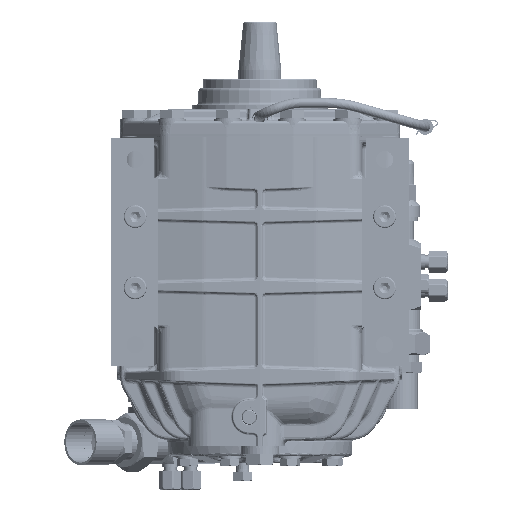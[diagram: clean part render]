
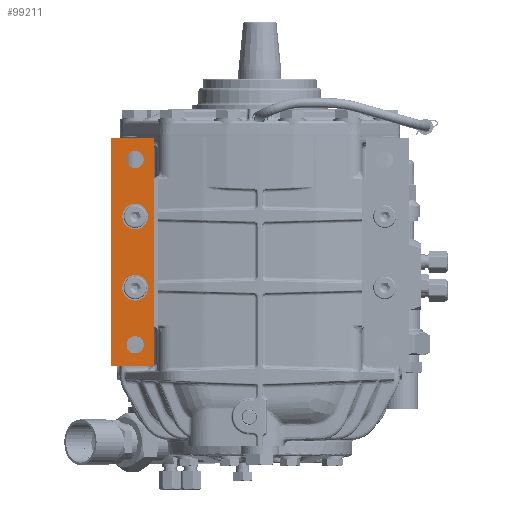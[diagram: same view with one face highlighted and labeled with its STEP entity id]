
A CAD part, front view. The second image highlights one B-rep face of the part: STEP entity #99211.
In plain terms, the highlighted planar face has unit normal (0, -1, 0).
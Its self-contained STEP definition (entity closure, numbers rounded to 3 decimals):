
#226 = DIRECTION ( 'NONE',  ( 1., 0., 0. ) ) ;
#1216 = VERTEX_POINT ( 'NONE', #72046 ) ;
#1546 = DIRECTION ( 'NONE',  ( 1., 0., 0. ) ) ;
#2386 = VECTOR ( 'NONE', #382549, 1000. ) ;
#5438 = ORIENTED_EDGE ( 'NONE', *, *, #80388, .F. ) ;
#13591 = VERTEX_POINT ( 'NONE', #171713 ) ;
#15993 = DIRECTION ( 'NONE',  ( 0., -1., 0. ) ) ;
#20907 = DIRECTION ( 'NONE',  ( 0., -1., 0. ) ) ;
#24053 = EDGE_CURVE ( 'NONE', #13591, #13591, #43939, .T. ) ;
#24373 = DIRECTION ( 'NONE',  ( -1., 0., 0. ) ) ;
#27566 = VERTEX_POINT ( 'NONE', #88453 ) ;
#32327 = CARTESIAN_POINT ( 'NONE',  ( -74.5, -135., -65.7 ) ) ;
#34225 = VECTOR ( 'NONE', #399628, 1000. ) ;
#43939 = CIRCLE ( 'NONE', #335917, 9. ) ;
#52403 = EDGE_CURVE ( 'NONE', #110022, #131452, #74079, .T. ) ;
#52782 = EDGE_CURVE ( 'NONE', #27566, #27566, #287503, .T. ) ;
#60045 = CARTESIAN_POINT ( 'NONE',  ( -104.5, -135., 94.3 ) ) ;
#63725 = CARTESIAN_POINT ( 'NONE',  ( -74.5, -135., -65.7 ) ) ;
#70386 = FACE_BOUND ( 'NONE', #304708, .T. ) ;
#70940 = DIRECTION ( 'NONE',  ( 1., 0., 0. ) ) ;
#72046 = CARTESIAN_POINT ( 'NONE',  ( -81.5, -135., 79.3 ) ) ;
#74079 = LINE ( 'NONE', #388547, #2386 ) ;
#75192 = CIRCLE ( 'NONE', #127113, 6. ) ;
#80388 = EDGE_CURVE ( 'NONE', #1216, #1216, #75192, .T. ) ;
#83955 = DIRECTION ( 'NONE',  ( 0., -1., 0. ) ) ;
#86145 = VECTOR ( 'NONE', #88807, 1000. ) ;
#87750 = DIRECTION ( 'NONE',  ( 1., 0., 0. ) ) ;
#88453 = CARTESIAN_POINT ( 'NONE',  ( -81.5, -135., -50.7 ) ) ;
#88807 = DIRECTION ( 'NONE',  ( 0., 0., 1. ) ) ;
#97270 = EDGE_CURVE ( 'NONE', #340176, #169899, #279293, .T. ) ;
#99211 = ADVANCED_FACE ( 'NONE', ( #119246, #186018, #70386, #309772, #252815 ), #100743, .T. ) ;
#100743 = PLANE ( 'NONE',  #144760 ) ;
#110022 = VERTEX_POINT ( 'NONE', #322909 ) ;
#118735 = ORIENTED_EDGE ( 'NONE', *, *, #377219, .F. ) ;
#119246 = FACE_BOUND ( 'NONE', #364739, .T. ) ;
#124521 = VERTEX_POINT ( 'NONE', #219691 ) ;
#127113 = AXIS2_PLACEMENT_3D ( 'NONE', #363820, #20907, #87750 ) ;
#131452 = VERTEX_POINT ( 'NONE', #60045 ) ;
#132887 = ORIENTED_EDGE ( 'NONE', *, *, #359802, .F. ) ;
#144760 = AXIS2_PLACEMENT_3D ( 'NONE', #248809, #192026, #1546 ) ;
#159647 = VECTOR ( 'NONE', #24373, 1000. ) ;
#169899 = VERTEX_POINT ( 'NONE', #181294 ) ;
#171713 = CARTESIAN_POINT ( 'NONE',  ( -78.5, -135., -10.7 ) ) ;
#181079 = EDGE_LOOP ( 'NONE', ( #331624 ) ) ;
#181294 = CARTESIAN_POINT ( 'NONE',  ( -74.5, -135., 94.3 ) ) ;
#181598 = CIRCLE ( 'NONE', #324125, 9. ) ;
#186018 = FACE_BOUND ( 'NONE', #312597, .T. ) ;
#190464 = AXIS2_PLACEMENT_3D ( 'NONE', #257322, #15993, #70940 ) ;
#192026 = DIRECTION ( 'NONE',  ( 0., -1., 0. ) ) ;
#207566 = DIRECTION ( 'NONE',  ( 1., 0., 0. ) ) ;
#216422 = CARTESIAN_POINT ( 'NONE',  ( -74.5, -135., -65.7 ) ) ;
#219691 = CARTESIAN_POINT ( 'NONE',  ( -78.5, -135., 39.3 ) ) ;
#237977 = CARTESIAN_POINT ( 'NONE',  ( -87.5, -135., -10.7 ) ) ;
#248809 = CARTESIAN_POINT ( 'NONE',  ( -74.5, -135., -65.7 ) ) ;
#251690 = EDGE_LOOP ( 'NONE', ( #358327, #132887, #339829, #399098 ) ) ;
#252815 = FACE_OUTER_BOUND ( 'NONE', #251690, .T. ) ;
#257322 = CARTESIAN_POINT ( 'NONE',  ( -87.5, -135., -50.7 ) ) ;
#275671 = LINE ( 'NONE', #32327, #34225 ) ;
#279293 = LINE ( 'NONE', #216422, #86145 ) ;
#287503 = CIRCLE ( 'NONE', #190464, 6. ) ;
#291586 = ORIENTED_EDGE ( 'NONE', *, *, #24053, .F. ) ;
#302330 = CARTESIAN_POINT ( 'NONE',  ( -74.5, -135., 94.3 ) ) ;
#304708 = EDGE_LOOP ( 'NONE', ( #5438 ) ) ;
#309772 = FACE_BOUND ( 'NONE', #181079, .T. ) ;
#312597 = EDGE_LOOP ( 'NONE', ( #118735 ) ) ;
#322909 = CARTESIAN_POINT ( 'NONE',  ( -104.5, -135., -65.7 ) ) ;
#324125 = AXIS2_PLACEMENT_3D ( 'NONE', #373543, #395966, #226 ) ;
#331624 = ORIENTED_EDGE ( 'NONE', *, *, #52782, .F. ) ;
#335917 = AXIS2_PLACEMENT_3D ( 'NONE', #237977, #83955, #207566 ) ;
#339829 = ORIENTED_EDGE ( 'NONE', *, *, #97270, .T. ) ;
#340176 = VERTEX_POINT ( 'NONE', #63725 ) ;
#358327 = ORIENTED_EDGE ( 'NONE', *, *, #52403, .F. ) ;
#359320 = LINE ( 'NONE', #302330, #159647 ) ;
#359802 = EDGE_CURVE ( 'NONE', #340176, #110022, #275671, .T. ) ;
#363820 = CARTESIAN_POINT ( 'NONE',  ( -87.5, -135., 79.3 ) ) ;
#364739 = EDGE_LOOP ( 'NONE', ( #291586 ) ) ;
#373543 = CARTESIAN_POINT ( 'NONE',  ( -87.5, -135., 39.3 ) ) ;
#377219 = EDGE_CURVE ( 'NONE', #124521, #124521, #181598, .T. ) ;
#382549 = DIRECTION ( 'NONE',  ( 0., 0., 1. ) ) ;
#388547 = CARTESIAN_POINT ( 'NONE',  ( -104.5, -135., -65.7 ) ) ;
#394190 = EDGE_CURVE ( 'NONE', #169899, #131452, #359320, .T. ) ;
#395966 = DIRECTION ( 'NONE',  ( 0., -1., 0. ) ) ;
#399098 = ORIENTED_EDGE ( 'NONE', *, *, #394190, .T. ) ;
#399628 = DIRECTION ( 'NONE',  ( -1., 0., 0. ) ) ;
